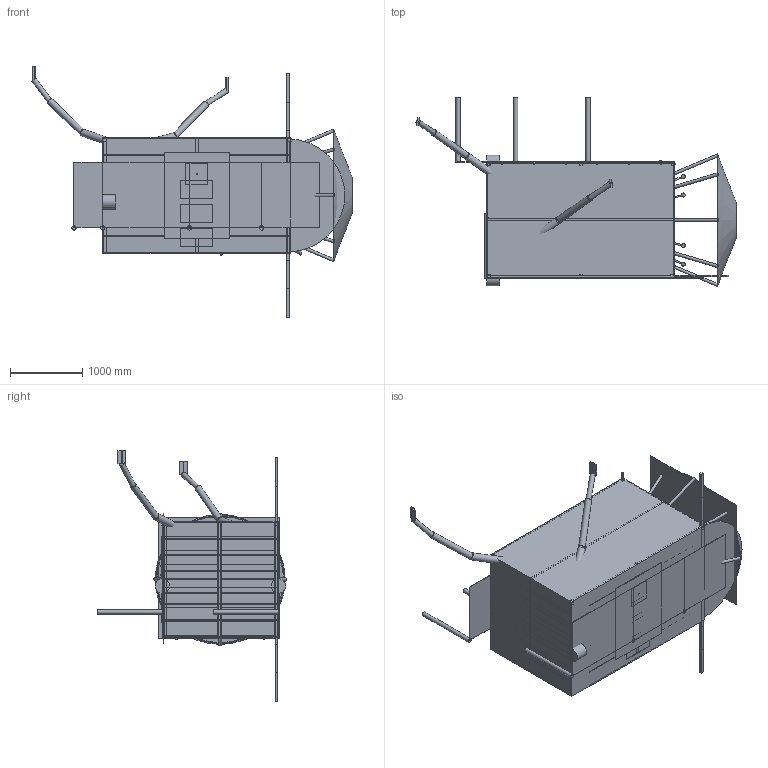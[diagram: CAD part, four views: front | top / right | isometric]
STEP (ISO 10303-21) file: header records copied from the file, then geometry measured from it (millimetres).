
FILE_DESCRIPTION(('FreeCAD Model'),'2;1');
FILE_NAME('Open CASCADE Shape Model','2025-08-13T13:52:51',('Author'),( ''),'Open CASCADE STEP processor 7.8','FreeCAD','Unknown');
FILE_SCHEMA(('AUTOMOTIVE_DESIGN { 1 0 10303 214 1 1 1 1 }'));
Length unit declared in the file: metre
Products named in the file (329): Carcasa; Bus; Frame_0_01_0_01; Frame_2_55_0_01; Frame_0_01_1_55; Frame_2_55_1_55; Frame_1_28_0_01; Frame_1_28_1_55; Deck_1; Deck_2; Deck_3; Deck_4; Deck_5; Deck_6; Racks; Rack_1; GuideA_R1_0_01; GuideB_R1_0_03; GuideA_R1_2_58; GuideB_R1_0_004; GuideA_R1_0_002; GuideB_R1_0_79; GuideA_R1_2_059; GuideB_R1_0_005; Backplane_R1; BP_Conn_R1_S1; BP_Dowel_R1_S1; SlotTray_R1_S1; BP_Conn_R1_S2; BP_Dowel_R1_S2; SlotTray_R1_S2; BP_Conn_R1_S3; BP_Dowel_R1_S3; SlotTray_R1_S3; BP_Conn_R1_S4; BP_Dowel_R1_S4; SlotTray_R1_S4; BP_Conn_R1_S5; BP_Dowel_R1_S5; SlotTray_R1_S5 ...
Assembly tree (311 placements, depth 2):
  Carcasa
  Bus
    Carcasa
    Frame_0_01_0_01
    Frame_2_55_0_01
    Frame_0_01_1_55
    Frame_2_55_1_55
    Frame_1_28_0_01
    Frame_1_28_1_55
    Deck_1
    Deck_2
    Deck_3
    Deck_4
    Deck_5
    Deck_6
  Racks
    Rack_1
    GuideA_R1_0_01
    GuideB_R1_0_03
    GuideA_R1_2_58
    GuideB_R1_0_004
    GuideA_R1_0_002
    GuideB_R1_0_79
    GuideA_R1_2_059
    GuideB_R1_0_005
    Backplane_R1
    BP_Conn_R1_S1
    BP_Dowel_R1_S1
    SlotTray_R1_S1
    BP_Conn_R1_S2
    BP_Dowel_R1_S2
    SlotTray_R1_S2
    BP_Conn_R1_S3
    BP_Dowel_R1_S3
    SlotTray_R1_S3
    BP_Conn_R1_S4
    BP_Dowel_R1_S4
    SlotTray_R1_S4
    BP_Conn_R1_S5
    BP_Dowel_R1_S5
    SlotTray_R1_S5
    BP_Conn_R1_S6
    BP_Dowel_R1_S6
    SlotTray_R1_S6
    BP_Conn_R1_S7
    BP_Dowel_R1_S7
    SlotTray_R1_S7
    BP_Conn_R1_S8
    BP_Dowel_R1_S8
    SlotTray_R1_S8
    Rack_2
    GuideA_R2_0_01
    GuideB_R2_0_82
    GuideA_R2_2_58
    GuideB_R2_0_083
    GuideA_R2_0_002
    GuideB_R2_1_58
    GuideA_R2_2_059
    GuideB_R2_1_059
    Backplane_R2
Bounding box: 4430.23 x 2618.46 x 3463.73 mm (x, y, z)
Volume: 9009317696.2 mm3; surface area: 369117226.2 mm2
Topology: 312 solids, 312 shells, 1368 faces, 2202 edges, 1468 vertices
Faces by surface type: plane 1178, cylinder 174, cone 16
Full cylindrical faces by diameter (mm): 8 x8, 10 x4, 12 x22, 16 x6, 20 x46, 24 x6, 30 x2, 32 x16, 40 x8, 56 x4, 60 x12, 70 x2, 80 x4, 90 x2, 100 x2, 120 x2, 160 x6, 200 x4, 220 x16, 350 x1, 1560 x1
Entity records: 67755 total; most frequent: DIRECTION 10202, CARTESIAN_POINT 9898, LINE 5702, VECTOR 5702, ORIENTED_EDGE 4404, PCURVE 4404, DEFINITIONAL_REPRESENTATION 4404, EDGE_CURVE 2202
